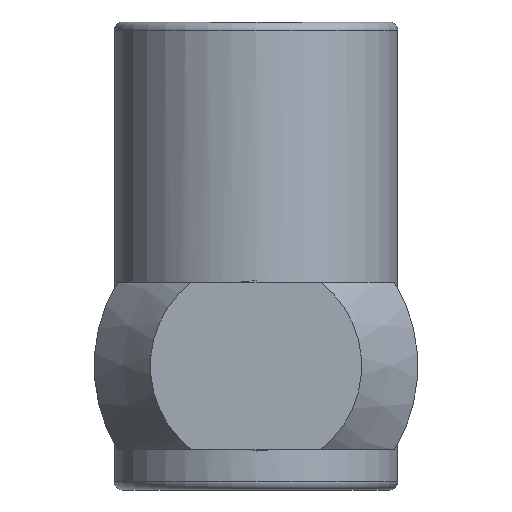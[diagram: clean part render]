
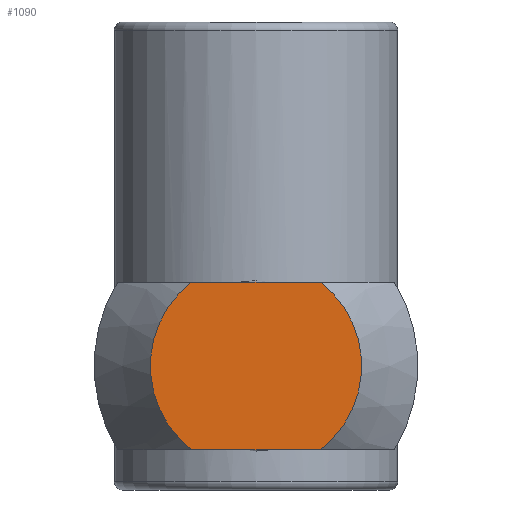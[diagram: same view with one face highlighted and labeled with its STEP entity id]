
A CAD part, front view. The second image highlights one B-rep face of the part: STEP entity #1090.
In plain terms, the highlighted planar face has unit normal (0, -1, 0).
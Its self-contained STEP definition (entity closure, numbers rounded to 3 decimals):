
#20 = PLANE ( 'NONE',  #116 ) ;
#30 = LINE ( 'NONE', #410, #1029 ) ;
#116 = AXIS2_PLACEMENT_3D ( 'NONE', #759, #402, #645 ) ;
#156 = VERTEX_POINT ( 'NONE', #462 ) ;
#234 = ORIENTED_EDGE ( 'NONE', *, *, #355, .F. ) ;
#255 = DIRECTION ( 'NONE',  ( 0., 0., -1. ) ) ;
#287 = DIRECTION ( 'NONE',  ( 0., 0., -1. ) ) ;
#338 = CARTESIAN_POINT ( 'NONE',  ( -3.833, -46.5, 5. ) ) ;
#355 = EDGE_CURVE ( 'NONE', #821, #1008, #30, .T. ) ;
#390 = LINE ( 'NONE', #1498, #1178 ) ;
#402 = DIRECTION ( 'NONE',  ( 0., 1., 0. ) ) ;
#410 = CARTESIAN_POINT ( 'NONE',  ( -6.3, -46.5, -5. ) ) ;
#428 = DIRECTION ( 'NONE',  ( -1., 0., 0. ) ) ;
#456 = VERTEX_POINT ( 'NONE', #338 ) ;
#462 = CARTESIAN_POINT ( 'NONE',  ( 3.833, -46.5, 5. ) ) ;
#597 = EDGE_CURVE ( 'NONE', #821, #156, #775, .T. ) ;
#616 = DIRECTION ( 'NONE',  ( 0., -1., 0. ) ) ;
#645 = DIRECTION ( 'NONE',  ( 0., 0., 1. ) ) ;
#711 = CARTESIAN_POINT ( 'NONE',  ( -3.833, -46.5, -5. ) ) ;
#714 = ORIENTED_EDGE ( 'NONE', *, *, #990, .T. ) ;
#759 = CARTESIAN_POINT ( 'NONE',  ( -6.3, -46.5, 0. ) ) ;
#775 = CIRCLE ( 'NONE', #901, 6.3 ) ;
#821 = VERTEX_POINT ( 'NONE', #1384 ) ;
#860 = CARTESIAN_POINT ( 'NONE',  ( 0., -46.5, 0. ) ) ;
#901 = AXIS2_PLACEMENT_3D ( 'NONE', #860, #1336, #287 ) ;
#983 = DIRECTION ( 'NONE',  ( 1., 0., 0. ) ) ;
#990 = EDGE_CURVE ( 'NONE', #456, #1008, #1451, .T. ) ;
#1008 = VERTEX_POINT ( 'NONE', #711 ) ;
#1029 = VECTOR ( 'NONE', #428, 1000. ) ;
#1090 = ADVANCED_FACE ( 'NONE', ( #1113 ), #20, .F. ) ;
#1113 = FACE_OUTER_BOUND ( 'NONE', #1574, .T. ) ;
#1139 = EDGE_CURVE ( 'NONE', #456, #156, #390, .T. ) ;
#1178 = VECTOR ( 'NONE', #983, 1000. ) ;
#1186 = ORIENTED_EDGE ( 'NONE', *, *, #597, .T. ) ;
#1246 = ORIENTED_EDGE ( 'NONE', *, *, #1139, .F. ) ;
#1336 = DIRECTION ( 'NONE',  ( 0., -1., 0. ) ) ;
#1384 = CARTESIAN_POINT ( 'NONE',  ( 3.833, -46.5, -5. ) ) ;
#1451 = CIRCLE ( 'NONE', #1531, 6.3 ) ;
#1498 = CARTESIAN_POINT ( 'NONE',  ( -6.3, -46.5, 5. ) ) ;
#1531 = AXIS2_PLACEMENT_3D ( 'NONE', #1562, #616, #255 ) ;
#1562 = CARTESIAN_POINT ( 'NONE',  ( 0., -46.5, 0. ) ) ;
#1574 = EDGE_LOOP ( 'NONE', ( #1246, #714, #234, #1186 ) ) ;
